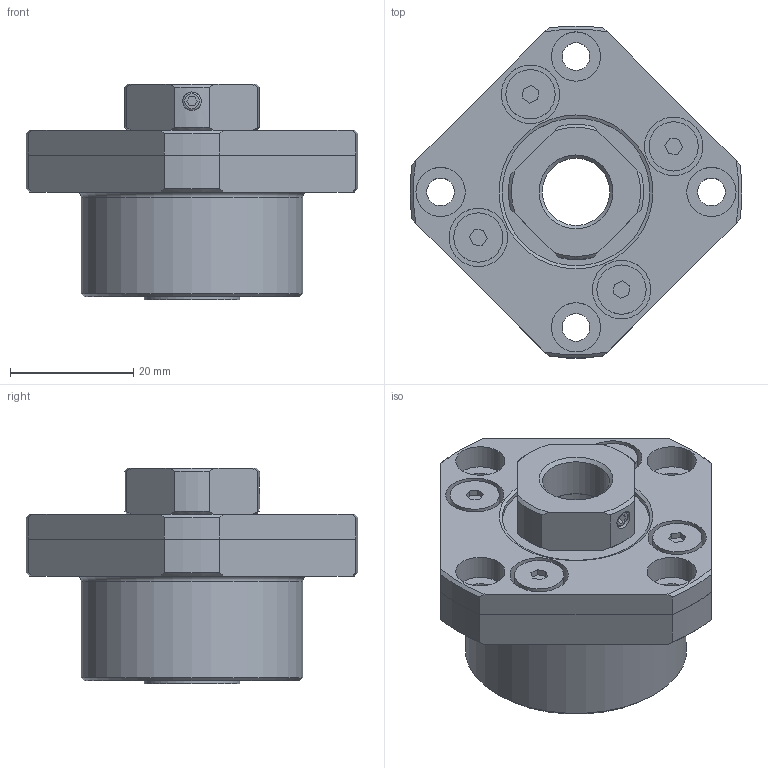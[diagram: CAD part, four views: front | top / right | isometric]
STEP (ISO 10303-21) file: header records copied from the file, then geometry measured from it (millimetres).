
FILE_DESCRIPTION( ( 'STEP AP203' ), ' ' );
FILE_NAME( 'FK_12Yes.stp', '2018-02-07T16:49:28', ( '' ), ( '' ), ' ', 'PARTsolutions', ' ' );
FILE_SCHEMA( ( 'CONFIG_CONTROL_DESIGN' ) );
Length unit declared in the file: millimetre
Products named in the file (3): FK 12Yes; _FK 12; _FK 12collar
Assembly tree (2 placements, depth 2):
  FK 12Yes
    _FK 12
    _FK 12collar
Bounding box: 53.92 x 53.92 x 35 mm (x, y, z)
Volume: 32920.8 mm3; surface area: 11377.7 mm2
Topology: 2 solids, 2 shells, 148 faces, 338 edges, 224 vertices
Faces by surface type: plane 80, cylinder 45, cone 21, torus 2
Full cylindrical faces by diameter (mm): 3 x1, 4.5 x4, 8 x8, 9.5 x4, 10.917 x1, 12 x2, 15 x1, 15.5 x2, 17 x1, 23 x1, 24 x1, 26.4 x1, 26.44 x1, 36 x1
Entity records: 4186 total; most frequent: CARTESIAN_POINT 816, DIRECTION 680, ORIENTED_EDGE 598, EDGE_CURVE 299, AXIS2_PLACEMENT_3D 263, EDGE_LOOP 226, VERTEX_POINT 221, FACE_OUTER_BOUND 179
